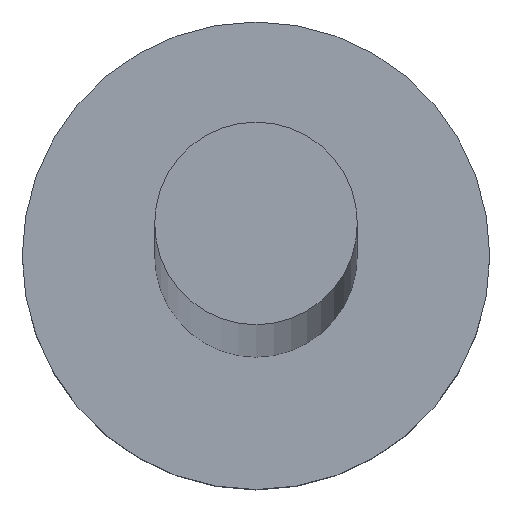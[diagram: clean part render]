
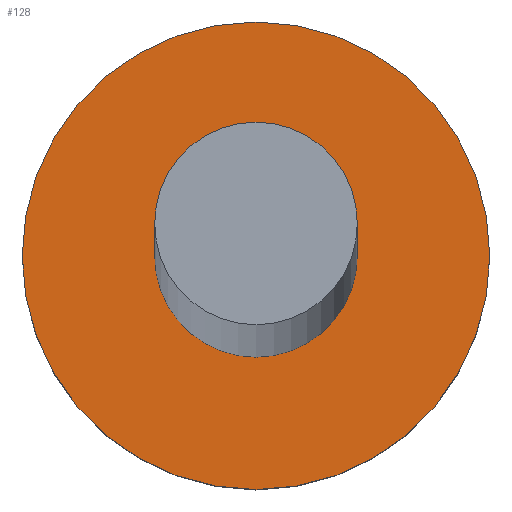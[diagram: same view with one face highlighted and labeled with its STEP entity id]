
A CAD part, top view. The second image highlights one B-rep face of the part: STEP entity #128.
In plain terms, the highlighted planar face has unit normal (0, 0, 1).
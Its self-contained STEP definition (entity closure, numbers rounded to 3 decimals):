
#6 = CARTESIAN_POINT ( 'NONE',  ( 1.5, 0., 1.5 ) ) ;
#7 = DIRECTION ( 'NONE',  ( 0., 0., 1. ) ) ;
#13 = CIRCLE ( 'NONE', #185, 1.5 ) ;
#27 = DIRECTION ( 'NONE',  ( 1., 0., 0. ) ) ;
#28 = CARTESIAN_POINT ( 'NONE',  ( 0., 0., 1.5 ) ) ;
#29 = EDGE_CURVE ( 'NONE', #161, #163, #158, .T. ) ;
#36 = DIRECTION ( 'NONE',  ( 0., 0., 1. ) ) ;
#37 = AXIS2_PLACEMENT_3D ( 'NONE', #225, #242, #49 ) ;
#44 = ORIENTED_EDGE ( 'NONE', *, *, #195, .F. ) ;
#49 = DIRECTION ( 'NONE',  ( 1., 0., 0. ) ) ;
#59 = CARTESIAN_POINT ( 'NONE',  ( 0., 0., 1.5 ) ) ;
#60 = ORIENTED_EDGE ( 'NONE', *, *, #217, .T. ) ;
#63 = ORIENTED_EDGE ( 'NONE', *, *, #29, .F. ) ;
#73 = CARTESIAN_POINT ( 'NONE',  ( 0., 0., 1.5 ) ) ;
#81 = EDGE_LOOP ( 'NONE', ( #63, #44 ) ) ;
#97 = CIRCLE ( 'NONE', #152, 1.5 ) ;
#108 = AXIS2_PLACEMENT_3D ( 'NONE', #73, #7, #27 ) ;
#111 = DIRECTION ( 'NONE',  ( 0., 0., 1. ) ) ;
#121 = DIRECTION ( 'NONE',  ( 1., 0., 0. ) ) ;
#125 = CARTESIAN_POINT ( 'NONE',  ( 0.65, 0., 1.5 ) ) ;
#128 = ADVANCED_FACE ( 'NONE', ( #148, #227 ), #189, .T. ) ;
#129 = CARTESIAN_POINT ( 'NONE',  ( 0., 0., 1.5 ) ) ;
#141 = VERTEX_POINT ( 'NONE', #6 ) ;
#148 = FACE_BOUND ( 'NONE', #81, .T. ) ;
#152 = AXIS2_PLACEMENT_3D ( 'NONE', #28, #111, #192 ) ;
#153 = DIRECTION ( 'NONE',  ( 1., 0., 0. ) ) ;
#154 = CARTESIAN_POINT ( 'NONE',  ( -1.5, 0., 1.5 ) ) ;
#158 = CIRCLE ( 'NONE', #164, 0.65 ) ;
#161 = VERTEX_POINT ( 'NONE', #224 ) ;
#163 = VERTEX_POINT ( 'NONE', #125 ) ;
#164 = AXIS2_PLACEMENT_3D ( 'NONE', #59, #36, #121 ) ;
#167 = EDGE_LOOP ( 'NONE', ( #238, #60 ) ) ;
#182 = VERTEX_POINT ( 'NONE', #154 ) ;
#185 = AXIS2_PLACEMENT_3D ( 'NONE', #129, #207, #153 ) ;
#189 = PLANE ( 'NONE',  #108 ) ;
#192 = DIRECTION ( 'NONE',  ( 1., 0., 0. ) ) ;
#195 = EDGE_CURVE ( 'NONE', #163, #161, #239, .T. ) ;
#207 = DIRECTION ( 'NONE',  ( 0., 0., 1. ) ) ;
#217 = EDGE_CURVE ( 'NONE', #141, #182, #13, .T. ) ;
#224 = CARTESIAN_POINT ( 'NONE',  ( -0.65, 0., 1.5 ) ) ;
#225 = CARTESIAN_POINT ( 'NONE',  ( 0., 0., 1.5 ) ) ;
#227 = FACE_OUTER_BOUND ( 'NONE', #167, .T. ) ;
#237 = EDGE_CURVE ( 'NONE', #182, #141, #97, .T. ) ;
#238 = ORIENTED_EDGE ( 'NONE', *, *, #237, .T. ) ;
#239 = CIRCLE ( 'NONE', #37, 0.65 ) ;
#242 = DIRECTION ( 'NONE',  ( 0., 0., 1. ) ) ;
